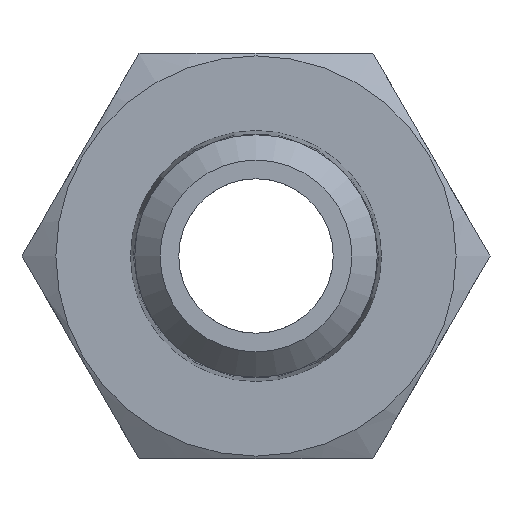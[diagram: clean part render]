
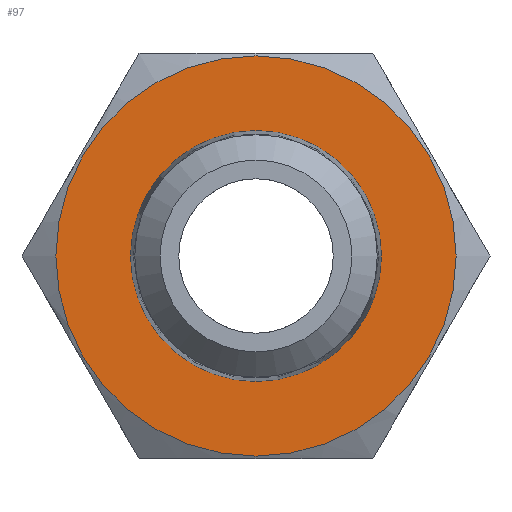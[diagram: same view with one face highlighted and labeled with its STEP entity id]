
A CAD part, front view. The second image highlights one B-rep face of the part: STEP entity #97.
In plain terms, the highlighted planar face has unit normal (0, -1, 0).
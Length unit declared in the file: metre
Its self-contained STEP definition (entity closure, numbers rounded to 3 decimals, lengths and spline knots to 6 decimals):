
#97 = ADVANCED_FACE( 'NONE', ( #224, #225 ), #226, .T. );
#224 = FACE_OUTER_BOUND( '', #387, .T. );
#225 = FACE_BOUND( '', #388, .T. );
#226 = PLANE( '', #389 );
#387 = EDGE_LOOP( '', ( #610 ) );
#388 = EDGE_LOOP( '', ( #611 ) );
#389 = AXIS2_PLACEMENT_3D( '', #612, #613, #614 );
#610 = ORIENTED_EDGE( '', *, *, #920, .T. );
#611 = ORIENTED_EDGE( '', *, *, #927, .T. );
#612 = CARTESIAN_POINT( '', ( 0.0079, 0.0075, 0. ) );
#613 = DIRECTION( '', ( 0., -1., 0. ) );
#614 = DIRECTION( '', ( 0., 0., -1. ) );
#920 = EDGE_CURVE( 'NONE', #1096, #1096, #1097, .T. );
#927 = EDGE_CURVE( 'NONE', #1107, #1107, #1108, .T. );
#1096 = VERTEX_POINT( '', #1439 );
#1097 = CIRCLE( '', #1440, 0.0079 );
#1107 = VERTEX_POINT( '', #1450 );
#1108 = CIRCLE( '', #1451, 0.004954 );
#1439 = CARTESIAN_POINT( '', ( 0., 0.0075, -0.0079 ) );
#1440 = AXIS2_PLACEMENT_3D( '', #1667, #1668, #1669 );
#1450 = CARTESIAN_POINT( '', ( -0.004954, 0.0075, 0. ) );
#1451 = AXIS2_PLACEMENT_3D( '', #1679, #1680, #1681 );
#1667 = CARTESIAN_POINT( '', ( 0., 0.0075, 0. ) );
#1668 = DIRECTION( '', ( 0., -1., 0. ) );
#1669 = DIRECTION( '', ( 0., 0., -1. ) );
#1679 = CARTESIAN_POINT( '', ( 0., 0.0075, 0. ) );
#1680 = DIRECTION( '', ( 0., 1., 0. ) );
#1681 = DIRECTION( '', ( -1., 0., 0. ) );
